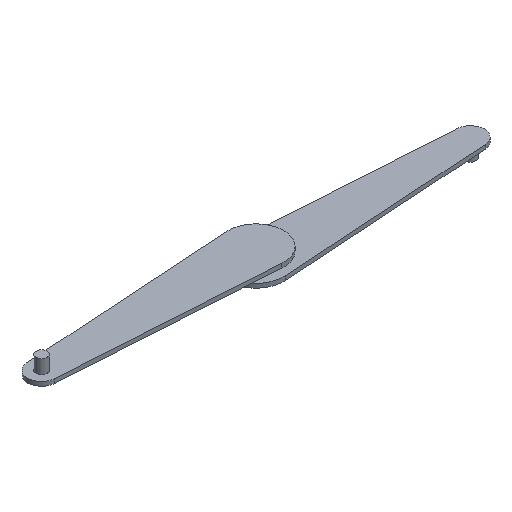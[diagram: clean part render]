
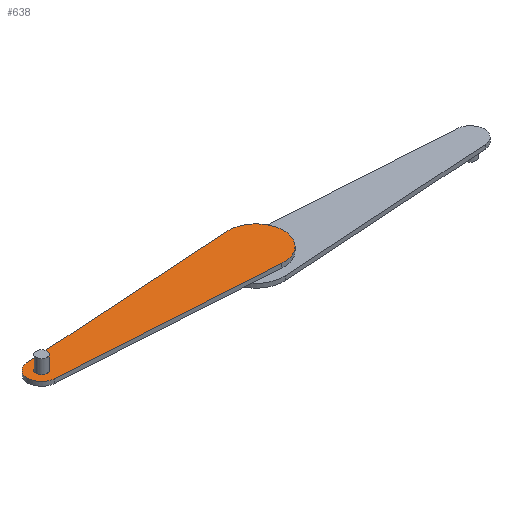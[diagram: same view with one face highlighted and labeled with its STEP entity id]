
A CAD part, isometric view. The second image highlights one B-rep face of the part: STEP entity #638.
In plain terms, the highlighted planar face has unit normal (0, 0, 1).
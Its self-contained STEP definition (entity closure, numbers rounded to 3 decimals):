
#15 = VERTEX_POINT ( 'NONE', #677 ) ;
#48 = DIRECTION ( 'NONE',  ( 0.998, -0.065, 0. ) ) ;
#84 = FACE_BOUND ( 'NONE', #255, .T. ) ;
#110 = EDGE_CURVE ( 'NONE', #276, #252, #809, .T. ) ;
#122 = DIRECTION ( 'NONE',  ( 0., 0., 1. ) ) ;
#149 = AXIS2_PLACEMENT_3D ( 'NONE', #873, #370, #1062 ) ;
#154 = ORIENTED_EDGE ( 'NONE', *, *, #110, .T. ) ;
#156 = AXIS2_PLACEMENT_3D ( 'NONE', #184, #365, #936 ) ;
#177 = DIRECTION ( 'NONE',  ( 0., 0., 1. ) ) ;
#184 = CARTESIAN_POINT ( 'NONE',  ( -43.523, 107.68, 149.809 ) ) ;
#226 = EDGE_CURVE ( 'NONE', #15, #440, #626, .T. ) ;
#228 = DIRECTION ( 'NONE',  ( 0., 0., 1. ) ) ;
#246 = EDGE_CURVE ( 'NONE', #899, #276, #949, .T. ) ;
#252 = VERTEX_POINT ( 'NONE', #788 ) ;
#253 = FACE_OUTER_BOUND ( 'NONE', #763, .T. ) ;
#255 = EDGE_LOOP ( 'NONE', ( #818, #614 ) ) ;
#271 = AXIS2_PLACEMENT_3D ( 'NONE', #983, #228, #451 ) ;
#276 = VERTEX_POINT ( 'NONE', #369 ) ;
#305 = VERTEX_POINT ( 'NONE', #658 ) ;
#365 = DIRECTION ( 'NONE',  ( 0., 0., 1. ) ) ;
#369 = CARTESIAN_POINT ( 'NONE',  ( -44.168, 97.701, 149.809 ) ) ;
#370 = DIRECTION ( 'NONE',  ( 0., 0., 1. ) ) ;
#377 = ORIENTED_EDGE ( 'NONE', *, *, #246, .T. ) ;
#440 = VERTEX_POINT ( 'NONE', #545 ) ;
#442 = AXIS2_PLACEMENT_3D ( 'NONE', #918, #826, #912 ) ;
#451 = DIRECTION ( 'NONE',  ( 1., 0., 0. ) ) ;
#464 = DIRECTION ( 'NONE',  ( 1., 0., 0. ) ) ;
#478 = CARTESIAN_POINT ( 'NONE',  ( -44.168, 117.659, 149.809 ) ) ;
#479 = EDGE_CURVE ( 'NONE', #440, #15, #659, .T. ) ;
#485 = VECTOR ( 'NONE', #892, 1000. ) ;
#500 = PLANE ( 'NONE',  #442 ) ;
#504 = EDGE_CURVE ( 'NONE', #305, #899, #708, .T. ) ;
#534 = CARTESIAN_POINT ( 'NONE',  ( -43.523, 107.68, 149.809 ) ) ;
#544 = CARTESIAN_POINT ( 'NONE',  ( -44.168, 97.701, 149.809 ) ) ;
#545 = CARTESIAN_POINT ( 'NONE',  ( -39.523, 107.68, 149.809 ) ) ;
#557 = EDGE_CURVE ( 'NONE', #252, #893, #1081, .T. ) ;
#614 = ORIENTED_EDGE ( 'NONE', *, *, #479, .F. ) ;
#626 = CIRCLE ( 'NONE', #156, 4. ) ;
#631 = ORIENTED_EDGE ( 'NONE', *, *, #557, .T. ) ;
#638 = ADVANCED_FACE ( 'NONE', ( #84, #253 ), #500, .T. ) ;
#658 = CARTESIAN_POINT ( 'NONE',  ( -44.168, 117.659, 149.809 ) ) ;
#659 = CIRCLE ( 'NONE', #694, 4. ) ;
#677 = CARTESIAN_POINT ( 'NONE',  ( -47.523, 107.68, 149.809 ) ) ;
#694 = AXIS2_PLACEMENT_3D ( 'NONE', #534, #122, #464 ) ;
#708 = CIRCLE ( 'NONE', #149, 10. ) ;
#717 = CARTESIAN_POINT ( 'NONE',  ( -53.523, 107.68, 149.809 ) ) ;
#759 = ORIENTED_EDGE ( 'NONE', *, *, #504, .T. ) ;
#763 = EDGE_LOOP ( 'NONE', ( #759, #377, #154, #631, #1008 ) ) ;
#788 = CARTESIAN_POINT ( 'NONE',  ( 110.186, 87.721, 149.809 ) ) ;
#791 = CARTESIAN_POINT ( 'NONE',  ( 110.186, 127.638, 149.809 ) ) ;
#809 = LINE ( 'NONE', #544, #932 ) ;
#818 = ORIENTED_EDGE ( 'NONE', *, *, #226, .F. ) ;
#826 = DIRECTION ( 'NONE',  ( 0., 0., 1. ) ) ;
#849 = CARTESIAN_POINT ( 'NONE',  ( -43.523, 107.68, 149.809 ) ) ;
#857 = DIRECTION ( 'NONE',  ( 1., 0., 0. ) ) ;
#873 = CARTESIAN_POINT ( 'NONE',  ( -43.523, 107.68, 149.809 ) ) ;
#892 = DIRECTION ( 'NONE',  ( -0.998, -0.065, 0. ) ) ;
#893 = VERTEX_POINT ( 'NONE', #791 ) ;
#899 = VERTEX_POINT ( 'NONE', #717 ) ;
#912 = DIRECTION ( 'NONE',  ( 1., 0., 0. ) ) ;
#918 = CARTESIAN_POINT ( 'NONE',  ( -43.523, 107.68, 149.809 ) ) ;
#932 = VECTOR ( 'NONE', #48, 1000. ) ;
#936 = DIRECTION ( 'NONE',  ( 1., 0., 0. ) ) ;
#949 = CIRCLE ( 'NONE', #988, 10. ) ;
#969 = LINE ( 'NONE', #478, #485 ) ;
#970 = EDGE_CURVE ( 'NONE', #893, #305, #969, .T. ) ;
#983 = CARTESIAN_POINT ( 'NONE',  ( 111.477, 107.68, 149.809 ) ) ;
#988 = AXIS2_PLACEMENT_3D ( 'NONE', #849, #177, #857 ) ;
#1008 = ORIENTED_EDGE ( 'NONE', *, *, #970, .T. ) ;
#1062 = DIRECTION ( 'NONE',  ( 1., 0., 0. ) ) ;
#1081 = CIRCLE ( 'NONE', #271, 20. ) ;
